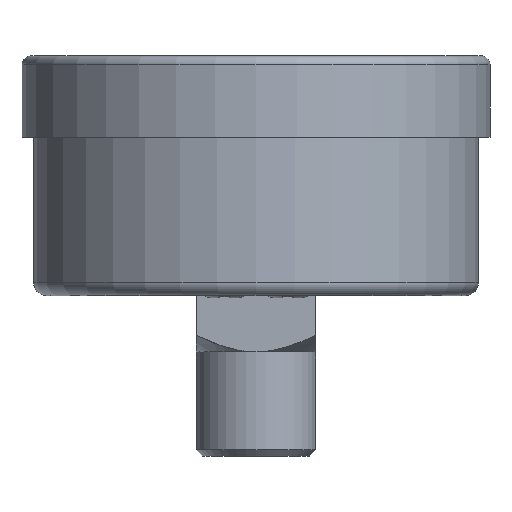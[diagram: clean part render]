
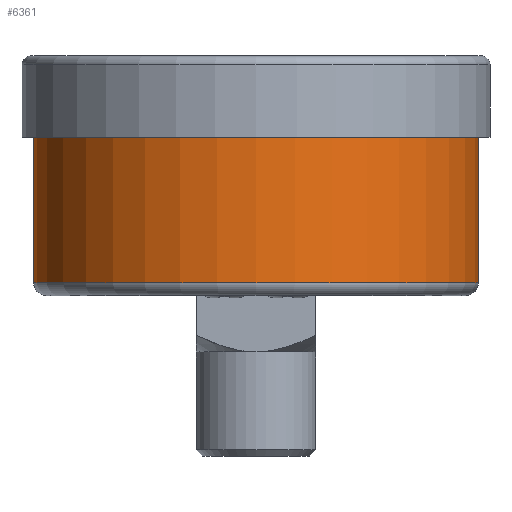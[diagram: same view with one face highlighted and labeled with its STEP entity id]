
A CAD part, front view. The second image highlights one B-rep face of the part: STEP entity #6361.
In plain terms, the highlighted cylindrical face has radius 26.035 mm (diameter 52.07 mm), a full revolution.
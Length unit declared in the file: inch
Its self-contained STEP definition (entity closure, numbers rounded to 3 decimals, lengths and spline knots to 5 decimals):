
#612 = DIRECTION ( 'NONE',  ( 1., 0., 0. ) ) ;
#735 = CIRCLE ( 'NONE', #8312, 1.025 ) ;
#1052 = EDGE_LOOP ( 'NONE', ( #5527 ) ) ;
#1654 = DIRECTION ( 'NONE',  ( 0., 0., 1. ) ) ;
#2435 = DIRECTION ( 'NONE',  ( 1., 0., 0. ) ) ;
#3100 = VERTEX_POINT ( 'NONE', #13770 ) ;
#3272 = AXIS2_PLACEMENT_3D ( 'NONE', #12255, #1654, #612 ) ;
#4617 = DIRECTION ( 'NONE',  ( 0., 0., -1. ) ) ;
#5408 = FACE_OUTER_BOUND ( 'NONE', #1052, .T. ) ;
#5527 = ORIENTED_EDGE ( 'NONE', *, *, #6457, .T. ) ;
#6361 = ADVANCED_FACE ( 'NONE', ( #5408, #14887 ), #12554, .T. ) ;
#6457 = EDGE_CURVE ( 'NONE', #15099, #15099, #735, .T. ) ;
#7793 = DIRECTION ( 'NONE',  ( 1., 0., 0. ) ) ;
#8312 = AXIS2_PLACEMENT_3D ( 'NONE', #8872, #13647, #7793 ) ;
#8872 = CARTESIAN_POINT ( 'NONE',  ( 0., 0., -1.045 ) ) ;
#9496 = AXIS2_PLACEMENT_3D ( 'NONE', #14259, #4617, #2435 ) ;
#10648 = EDGE_LOOP ( 'NONE', ( #13904 ) ) ;
#11496 = CIRCLE ( 'NONE', #9496, 1.025 ) ;
#12255 = CARTESIAN_POINT ( 'NONE',  ( 0., 0., -1.105 ) ) ;
#12554 = CYLINDRICAL_SURFACE ( 'NONE', #3272, 1.025 ) ;
#13647 = DIRECTION ( 'NONE',  ( 0., 0., 1. ) ) ;
#13770 = CARTESIAN_POINT ( 'NONE',  ( 1.025, 0., -0.375 ) ) ;
#13904 = ORIENTED_EDGE ( 'NONE', *, *, #14267, .T. ) ;
#14259 = CARTESIAN_POINT ( 'NONE',  ( 0., 0., -0.375 ) ) ;
#14267 = EDGE_CURVE ( 'NONE', #3100, #3100, #11496, .T. ) ;
#14887 = FACE_OUTER_BOUND ( 'NONE', #10648, .T. ) ;
#14933 = CARTESIAN_POINT ( 'NONE',  ( 1.025, 0., -1.045 ) ) ;
#15099 = VERTEX_POINT ( 'NONE', #14933 ) ;
